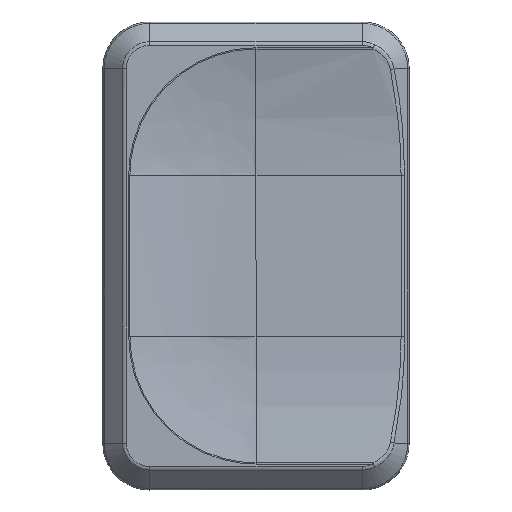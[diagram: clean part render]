
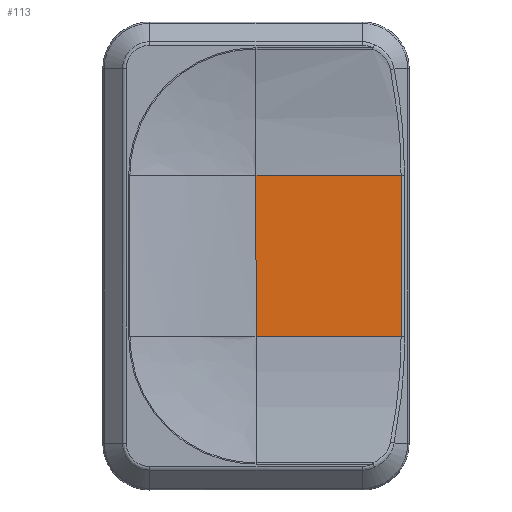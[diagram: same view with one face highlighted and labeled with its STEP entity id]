
A CAD part, top view. The second image highlights one B-rep face of the part: STEP entity #113.
In plain terms, the highlighted planar face has unit normal (0, 0, 1).
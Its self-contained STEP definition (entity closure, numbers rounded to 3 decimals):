
#113=ADVANCED_FACE('',(#211),#1362,.T.);
#211=FACE_OUTER_BOUND('',#312,.T.);
#312=EDGE_LOOP('',(#747,#748,#749,#750));
#747=ORIENTED_EDGE('',*,*,#981,.T.);
#748=ORIENTED_EDGE('',*,*,#922,.F.);
#749=ORIENTED_EDGE('',*,*,#970,.T.);
#750=ORIENTED_EDGE('',*,*,#766,.F.);
#766=EDGE_CURVE('',#1210,#1212,#1097,.T.);
#922=EDGE_CURVE('',#1316,#1321,#1170,.T.);
#970=EDGE_CURVE('',#1316,#1212,#1199,.T.);
#981=EDGE_CURVE('',#1210,#1321,#1204,.T.);
#1097=(
BOUNDED_CURVE()
B_SPLINE_CURVE(1,(#2158,#2159),.UNSPECIFIED.,.F.,.F.)
B_SPLINE_CURVE_WITH_KNOTS((2,2),(-9.5,0.),
 .UNSPECIFIED.)
CURVE()
GEOMETRIC_REPRESENTATION_ITEM()
RATIONAL_B_SPLINE_CURVE((1.,1.))
REPRESENTATION_ITEM('')
);
#1170=(
BOUNDED_CURVE()
B_SPLINE_CURVE(1,(#2633,#2634),.UNSPECIFIED.,.F.,.F.)
B_SPLINE_CURVE_WITH_KNOTS((2,2),(-1.,0.),.UNSPECIFIED.)
CURVE()
GEOMETRIC_REPRESENTATION_ITEM()
RATIONAL_B_SPLINE_CURVE((1.,1.))
REPRESENTATION_ITEM('')
);
#1199=(
BOUNDED_CURVE()
B_SPLINE_CURVE(1,(#2815,#2816),.UNSPECIFIED.,.F.,.F.)
B_SPLINE_CURVE_WITH_KNOTS((2,2),(0.,8.526),.UNSPECIFIED.)
CURVE()
GEOMETRIC_REPRESENTATION_ITEM()
RATIONAL_B_SPLINE_CURVE((1.,1.))
REPRESENTATION_ITEM('')
);
#1204=(
BOUNDED_CURVE()
B_SPLINE_CURVE(1,(#2855,#2856),.UNSPECIFIED.,.F.,.F.)
B_SPLINE_CURVE_WITH_KNOTS((2,2),(0.124,8.65),
 .UNSPECIFIED.)
CURVE()
GEOMETRIC_REPRESENTATION_ITEM()
RATIONAL_B_SPLINE_CURVE((1.,1.))
REPRESENTATION_ITEM('')
);
#1210=VERTEX_POINT('',#2013);
#1212=VERTEX_POINT('',#2015);
#1316=VERTEX_POINT('',#2119);
#1321=VERTEX_POINT('',#2124);
#1362=PLANE('',#1509);
#1509=AXIS2_PLACEMENT_3D('',#1997,#1567,$);
#1567=DIRECTION('',(0.,0.,1.));
#1997=CARTESIAN_POINT('',(71.767,45.815,8.338));
#2013=CARTESIAN_POINT('',(70.765,44.853,8.338));
#2015=CARTESIAN_POINT('',(70.765,35.353,8.338));
#2119=CARTESIAN_POINT('',(62.24,35.353,8.338));
#2124=CARTESIAN_POINT('',(62.24,44.853,8.338));
#2158=CARTESIAN_POINT('',(70.765,44.853,8.338));
#2159=CARTESIAN_POINT('',(70.765,35.353,8.338));
#2633=CARTESIAN_POINT('',(62.24,35.353,8.338));
#2634=CARTESIAN_POINT('',(62.24,44.853,8.338));
#2815=CARTESIAN_POINT('',(62.24,35.353,8.338));
#2816=CARTESIAN_POINT('',(70.765,35.353,8.338));
#2855=CARTESIAN_POINT('',(70.765,44.853,8.338));
#2856=CARTESIAN_POINT('',(62.24,44.853,8.338));
